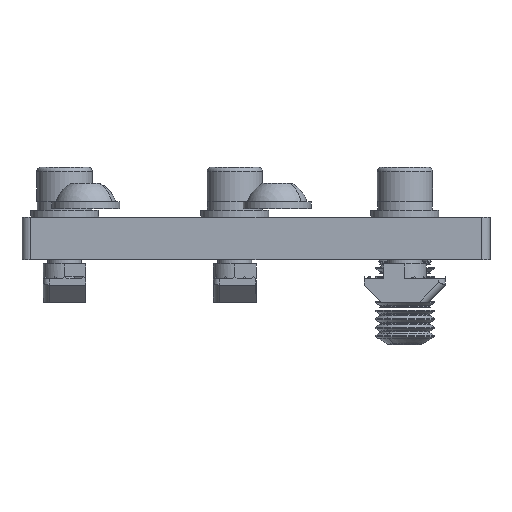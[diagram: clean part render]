
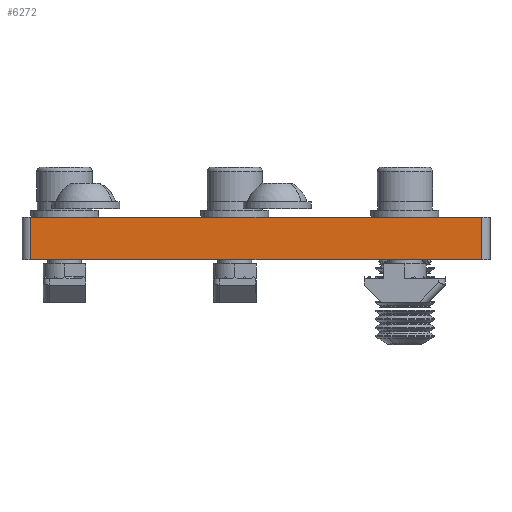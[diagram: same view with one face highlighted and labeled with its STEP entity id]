
A CAD part, front view. The second image highlights one B-rep face of the part: STEP entity #6272.
In plain terms, the highlighted planar face has unit normal (0, -1, 0).
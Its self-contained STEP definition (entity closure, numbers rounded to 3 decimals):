
#39 = LINE ( 'NONE', #2122, #43 ) ;
#43 = VECTOR ( 'NONE', #2123, 1000. ) ;
#99 = LINE ( 'NONE', #2219, #104 ) ;
#104 = VECTOR ( 'NONE', #2220, 1000. ) ;
#420 = CARTESIAN_POINT ( 'NONE',  ( -48.722, -66.267, 3.603 ) ) ;
#421 = CARTESIAN_POINT ( 'NONE',  ( 57.278, -66.267, -6.397 ) ) ;
#512 = CARTESIAN_POINT ( 'NONE',  ( 57.278, -66.267, 3.603 ) ) ;
#520 = CARTESIAN_POINT ( 'NONE',  ( -48.722, -66.267, -6.397 ) ) ;
#1568 = CARTESIAN_POINT ( 'NONE',  ( 57.278, -66.267, -6.397 ) ) ;
#1606 = DIRECTION ( 'NONE',  ( 0., 0., 1. ) ) ;
#1644 = CARTESIAN_POINT ( 'NONE',  ( 59.278, -66.267, -6.397 ) ) ;
#1649 = DIRECTION ( 'NONE',  ( 1., 0., 0. ) ) ;
#2122 = CARTESIAN_POINT ( 'NONE',  ( -48.722, -66.267, -6.397 ) ) ;
#2123 = DIRECTION ( 'NONE',  ( 0., 0., -1. ) ) ;
#2219 = CARTESIAN_POINT ( 'NONE',  ( 59.278, -66.267, 3.603 ) ) ;
#2220 = DIRECTION ( 'NONE',  ( 1., 0., 0. ) ) ;
#3921 = DIRECTION ( 'NONE',  ( 0., 0., -1. ) ) ;
#3922 = DIRECTION ( 'NONE',  ( 0., -1., 0. ) ) ;
#3928 = PLANE ( 'NONE',  #4154 ) ;
#3932 = CARTESIAN_POINT ( 'NONE',  ( 59.278, -66.267, -6.397 ) ) ;
#4154 = AXIS2_PLACEMENT_3D ( 'NONE', #3932, #3922, #3921 ) ;
#5785 = ORIENTED_EDGE ( 'NONE', *, *, #13831, .T. ) ;
#5791 = ORIENTED_EDGE ( 'NONE', *, *, #13848, .T. ) ;
#5996 = ORIENTED_EDGE ( 'NONE', *, *, #13820, .T. ) ;
#6066 = ORIENTED_EDGE ( 'NONE', *, *, #13886, .F. ) ;
#6272 = ADVANCED_FACE ( 'NONE', ( #10416 ), #3928, .T. ) ;
#10416 = FACE_OUTER_BOUND ( 'NONE', #11526, .T. ) ;
#11433 = LINE ( 'NONE', #1568, #11437 ) ;
#11437 = VECTOR ( 'NONE', #1606, 1000. ) ;
#11448 = LINE ( 'NONE', #1644, #11452 ) ;
#11452 = VECTOR ( 'NONE', #1649, 1000. ) ;
#11526 = EDGE_LOOP ( 'NONE', ( #5785, #5996, #6066, #5791 ) ) ;
#12022 = VERTEX_POINT ( 'NONE', #420 ) ;
#12024 = VERTEX_POINT ( 'NONE', #421 ) ;
#12116 = VERTEX_POINT ( 'NONE', #512 ) ;
#12124 = VERTEX_POINT ( 'NONE', #520 ) ;
#13820 = EDGE_CURVE ( 'NONE', #12024, #12116, #11433, .T. ) ;
#13831 = EDGE_CURVE ( 'NONE', #12124, #12024, #11448, .T. ) ;
#13848 = EDGE_CURVE ( 'NONE', #12022, #12124, #39, .T. ) ;
#13886 = EDGE_CURVE ( 'NONE', #12022, #12116, #99, .T. ) ;
